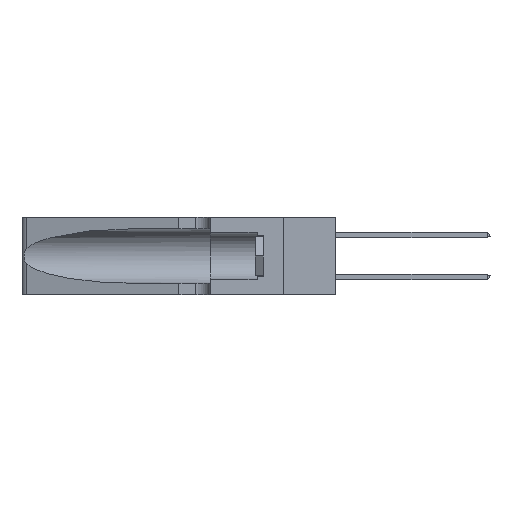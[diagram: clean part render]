
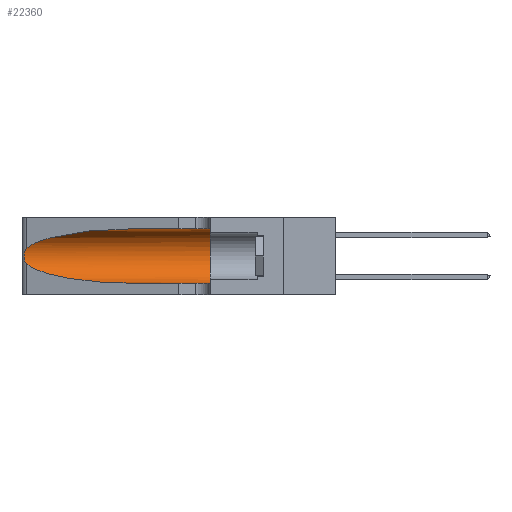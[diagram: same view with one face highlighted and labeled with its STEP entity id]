
A CAD part, left-side view. The second image highlights one B-rep face of the part: STEP entity #22360.
In plain terms, the highlighted cylindrical face has radius 3.308 mm (diameter 6.617 mm), a partial arc.
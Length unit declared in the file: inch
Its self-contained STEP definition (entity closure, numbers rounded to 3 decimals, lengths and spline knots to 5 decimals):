
#639 = CARTESIAN_POINT ( 'NONE',  ( 0.25639, 1.23186, 0.15144 ) ) ;
#3114 = CARTESIAN_POINT ( 'NONE',  ( 0.25487, 1.22718, 0.22369 ) ) ;
#3382 = CYLINDRICAL_SURFACE ( 'NONE', #3590, 0.13025 ) ;
#3584 = CARTESIAN_POINT ( 'NONE',  ( 0.25487, 1.22718, 0.22369 ) ) ;
#3590 = AXIS2_PLACEMENT_3D ( 'NONE', #25689, #34614, #4583 ) ;
#3713 = CARTESIAN_POINT ( 'NONE',  ( 0.25487, 1.22718, 0.14631 ) ) ;
#4583 = DIRECTION ( 'NONE',  ( 0., 0., -1. ) ) ;
#4789 =( BOUNDED_CURVE ( )  B_SPLINE_CURVE ( 3, ( #33015, #24082, #18192, #3114 ),
 .UNSPECIFIED., .F., .T. ) 
 B_SPLINE_CURVE_WITH_KNOTS ( ( 4, 4 ),
 ( 1.5708, 2.84003 ),
 .UNSPECIFIED. ) 
 CURVE ( )  GEOMETRIC_REPRESENTATION_ITEM ( )  RATIONAL_B_SPLINE_CURVE ( ( 1., 0.87, 0.87, 1. ) ) 
 REPRESENTATION_ITEM ( '' )  );
#5134 = VERTEX_POINT ( 'NONE', #29312 ) ;
#6173 = ORIENTED_EDGE ( 'NONE', *, *, #38892, .T. ) ;
#6651 = CARTESIAN_POINT ( 'NONE',  ( 0.25639, 1.23184, 0.21858 ) ) ;
#6969 = ORIENTED_EDGE ( 'NONE', *, *, #11503, .T. ) ;
#7271 = VECTOR ( 'NONE', #18092, 39.37008 ) ;
#8482 = EDGE_LOOP ( 'NONE', ( #19722, #6173, #6969, #18415, #12114, #36036 ) ) ;
#8964 = CARTESIAN_POINT ( 'NONE',  ( 0.1305, 1.61858, 0.31525 ) ) ;
#9697 = CARTESIAN_POINT ( 'NONE',  ( 0.25854, 1.2359, 0.20912 ) ) ;
#10588 = EDGE_CURVE ( 'NONE', #11569, #25414, #31309, .T. ) ;
#11503 = EDGE_CURVE ( 'NONE', #12587, #32611, #24389, .T. ) ;
#11569 = VERTEX_POINT ( 'NONE', #37786 ) ;
#12029 = EDGE_CURVE ( 'NONE', #32611, #5134, #20929, .T. ) ;
#12114 = ORIENTED_EDGE ( 'NONE', *, *, #29532, .F. ) ;
#12587 = VERTEX_POINT ( 'NONE', #27422 ) ;
#12741 = CARTESIAN_POINT ( 'NONE',  ( 0.26075, 1.23896, 0.19203 ) ) ;
#13640 = CARTESIAN_POINT ( 'NONE',  ( 0.18966, 0.96281, 0.05475 ) ) ;
#14542 = CARTESIAN_POINT ( 'NONE',  ( 0.1305, 0.35, 0.185 ) ) ;
#15763 = CARTESIAN_POINT ( 'NONE',  ( 0.26017, 1.23833, 0.17102 ) ) ;
#16688 = CARTESIAN_POINT ( 'NONE',  ( 0.2373, 1.15595, 0.08982 ) ) ;
#17603 = DIRECTION ( 'NONE',  ( 0., 0., 1. ) ) ;
#18092 = DIRECTION ( 'NONE',  ( 0., -1., 0. ) ) ;
#18192 = CARTESIAN_POINT ( 'NONE',  ( 0.2373, 1.15595, 0.28018 ) ) ;
#18415 = ORIENTED_EDGE ( 'NONE', *, *, #12029, .T. ) ;
#18825 = CARTESIAN_POINT ( 'NONE',  ( 0.25789, 1.23486, 0.15765 ) ) ;
#19722 = ORIENTED_EDGE ( 'NONE', *, *, #29015, .T. ) ;
#19743 = CARTESIAN_POINT ( 'NONE',  ( 0.1305, 0.72297, 0.05475 ) ) ;
#20929 = LINE ( 'NONE', #27851, #28904 ) ;
#21129 = CARTESIAN_POINT ( 'NONE',  ( 0.1305, 0.35, 0.31525 ) ) ;
#21824 = DIRECTION ( 'NONE',  ( 0., -1., 0. ) ) ;
#21844 = CARTESIAN_POINT ( 'NONE',  ( 0.25555, 1.22993, 0.14849 ) ) ;
#22360 = ADVANCED_FACE ( 'NONE', ( #27480 ), #3382, .F. ) ;
#23924 = CARTESIAN_POINT ( 'NONE',  ( 0.1305, 0.72297, 0.05475 ) ) ;
#24082 = CARTESIAN_POINT ( 'NONE',  ( 0.18966, 0.96281, 0.31525 ) ) ;
#24389 =( BOUNDED_CURVE ( )  B_SPLINE_CURVE ( 3, ( #37660, #16688, #13640, #19743 ),
 .UNSPECIFIED., .F., .T. ) 
 B_SPLINE_CURVE_WITH_KNOTS ( ( 4, 4 ),
 ( 3.44316, 4.71239 ),
 .UNSPECIFIED. ) 
 CURVE ( )  GEOMETRIC_REPRESENTATION_ITEM ( )  RATIONAL_B_SPLINE_CURVE ( ( 1., 0.87, 0.87, 1. ) ) 
 REPRESENTATION_ITEM ( '' )  );
#24706 = CARTESIAN_POINT ( 'NONE',  ( 0.25555, 1.22994, 0.2215 ) ) ;
#25414 = VERTEX_POINT ( 'NONE', #21129 ) ;
#25689 = CARTESIAN_POINT ( 'NONE',  ( 0.1305, 1.61858, 0.185 ) ) ;
#27422 = CARTESIAN_POINT ( 'NONE',  ( 0.25487, 1.22718, 0.14631 ) ) ;
#27480 = FACE_OUTER_BOUND ( 'NONE', #8482, .T. ) ;
#27744 = CARTESIAN_POINT ( 'NONE',  ( 0.25787, 1.23484, 0.2124 ) ) ;
#27851 = CARTESIAN_POINT ( 'NONE',  ( 0.1305, 1.61858, 0.05475 ) ) ;
#28904 = VECTOR ( 'NONE', #21824, 39.37008 ) ;
#29015 = EDGE_CURVE ( 'NONE', #11569, #31674, #4789, .T. ) ;
#29312 = CARTESIAN_POINT ( 'NONE',  ( 0.1305, 0.35, 0.05475 ) ) ;
#29532 = EDGE_CURVE ( 'NONE', #25414, #5134, #37309, .T. ) ;
#30752 = CARTESIAN_POINT ( 'NONE',  ( 0.26018, 1.23835, 0.19895 ) ) ;
#30819 = AXIS2_PLACEMENT_3D ( 'NONE', #14542, #35565, #17603 ) ;
#31309 = LINE ( 'NONE', #8964, #7271 ) ;
#31330 = CARTESIAN_POINT ( 'NONE',  ( 0.25487, 1.22718, 0.22369 ) ) ;
#31674 = VERTEX_POINT ( 'NONE', #31330 ) ;
#32611 = VERTEX_POINT ( 'NONE', #23924 ) ;
#33015 = CARTESIAN_POINT ( 'NONE',  ( 0.1305, 0.72297, 0.31525 ) ) ;
#33771 = CARTESIAN_POINT ( 'NONE',  ( 0.26075, 1.23896, 0.178 ) ) ;
#34614 = DIRECTION ( 'NONE',  ( 0., -1., 0. ) ) ;
#35565 = DIRECTION ( 'NONE',  ( 0., 1., 0. ) ) ;
#36036 = ORIENTED_EDGE ( 'NONE', *, *, #10588, .F. ) ;
#36744 = CARTESIAN_POINT ( 'NONE',  ( 0.25856, 1.23593, 0.16098 ) ) ;
#37309 = CIRCLE ( 'NONE', #30819, 0.13025 ) ;
#37414 = B_SPLINE_CURVE_WITH_KNOTS ( 'NONE', 3,
 ( #3584, #24706, #6651, #27744, #9697, #30752, #12741, #33771, #15763, #36744, #18825, #639, #21844, #3713 ),
 .UNSPECIFIED., .F., .F.,
 ( 4, 2, 2, 2, 2, 2, 4 ),
 ( 0., 0.00027, 0.00053, 0.00107, 0.0016, 0.00187, 0.00214 ),
 .UNSPECIFIED. ) ;
#37660 = CARTESIAN_POINT ( 'NONE',  ( 0.25487, 1.22718, 0.14631 ) ) ;
#37786 = CARTESIAN_POINT ( 'NONE',  ( 0.1305, 0.72297, 0.31525 ) ) ;
#38892 = EDGE_CURVE ( 'NONE', #31674, #12587, #37414, .T. ) ;
